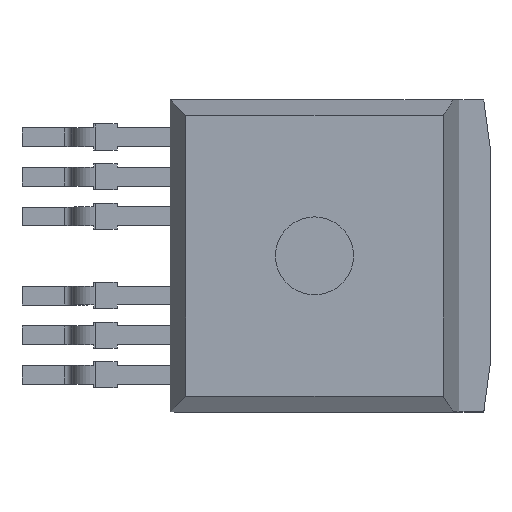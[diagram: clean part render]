
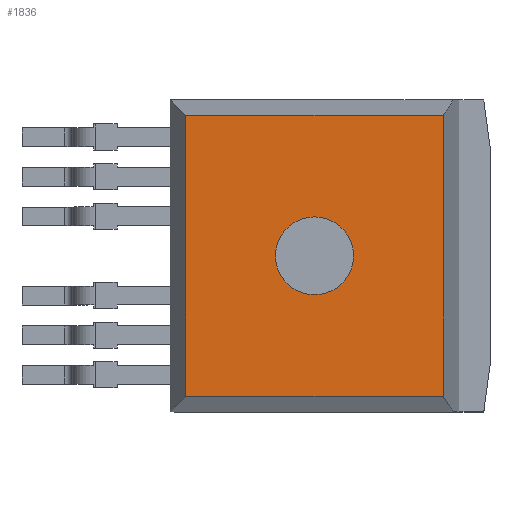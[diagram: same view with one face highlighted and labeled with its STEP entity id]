
A CAD part, top view. The second image highlights one B-rep face of the part: STEP entity #1836.
In plain terms, the highlighted planar face has unit normal (0, 0, 1).
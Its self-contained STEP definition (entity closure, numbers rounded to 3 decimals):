
#773 = VERTEX_POINT('',#774);
#774 = CARTESIAN_POINT('',(-2.25,-4.5,4.42));
#780 = EDGE_CURVE('',#773,#781,#783,.T.);
#781 = VERTEX_POINT('',#782);
#782 = CARTESIAN_POINT('',(6.,-4.5,4.42));
#783 = LINE('',#784,#785);
#784 = CARTESIAN_POINT('',(-2.25,-4.5,4.42));
#785 = VECTOR('',#786,1.);
#786 = DIRECTION('',(1.,0.,0.));
#803 = EDGE_CURVE('',#781,#804,#806,.T.);
#804 = VERTEX_POINT('',#805);
#805 = CARTESIAN_POINT('',(6.,4.5,4.42));
#806 = LINE('',#807,#808);
#807 = CARTESIAN_POINT('',(6.,-5.,4.42));
#808 = VECTOR('',#809,1.);
#809 = DIRECTION('',(0.,1.,0.));
#856 = EDGE_CURVE('',#857,#773,#859,.T.);
#857 = VERTEX_POINT('',#858);
#858 = CARTESIAN_POINT('',(-2.25,4.5,4.42));
#859 = LINE('',#860,#861);
#860 = CARTESIAN_POINT('',(-2.25,5.,4.42));
#861 = VECTOR('',#862,1.);
#862 = DIRECTION('',(0.,-1.,0.));
#1836 = ADVANCED_FACE('',(#1837,#1848),#1859,.F.);
#1837 = FACE_BOUND('',#1838,.F.);
#1838 = EDGE_LOOP('',(#1839,#1840,#1846,#1847));
#1839 = ORIENTED_EDGE('',*,*,#856,.F.);
#1840 = ORIENTED_EDGE('',*,*,#1841,.F.);
#1841 = EDGE_CURVE('',#804,#857,#1842,.T.);
#1842 = LINE('',#1843,#1844);
#1843 = CARTESIAN_POINT('',(6.,4.5,4.42));
#1844 = VECTOR('',#1845,1.);
#1845 = DIRECTION('',(-1.,0.,0.));
#1846 = ORIENTED_EDGE('',*,*,#803,.F.);
#1847 = ORIENTED_EDGE('',*,*,#780,.F.);
#1848 = FACE_BOUND('',#1849,.F.);
#1849 = EDGE_LOOP('',(#1850));
#1850 = ORIENTED_EDGE('',*,*,#1851,.F.);
#1851 = EDGE_CURVE('',#1852,#1852,#1854,.T.);
#1852 = VERTEX_POINT('',#1853);
#1853 = CARTESIAN_POINT('',(0.625,0.,4.42));
#1854 = CIRCLE('',#1855,1.25);
#1855 = AXIS2_PLACEMENT_3D('',#1856,#1857,#1858);
#1856 = CARTESIAN_POINT('',(1.875,0.,4.42));
#1857 = DIRECTION('',(0.,0.,-1.));
#1858 = DIRECTION('',(-1.,0.,0.));
#1859 = PLANE('',#1860);
#1860 = AXIS2_PLACEMENT_3D('',#1861,#1862,#1863);
#1861 = CARTESIAN_POINT('',(-2.75,-5.,4.42));
#1862 = DIRECTION('',(0.,0.,-1.));
#1863 = DIRECTION('',(-1.,0.,0.));
